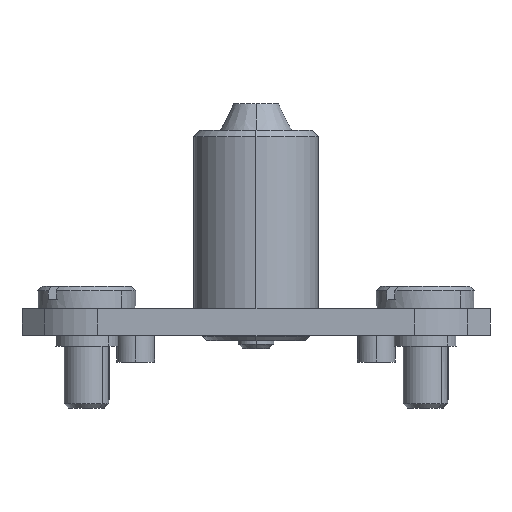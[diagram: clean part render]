
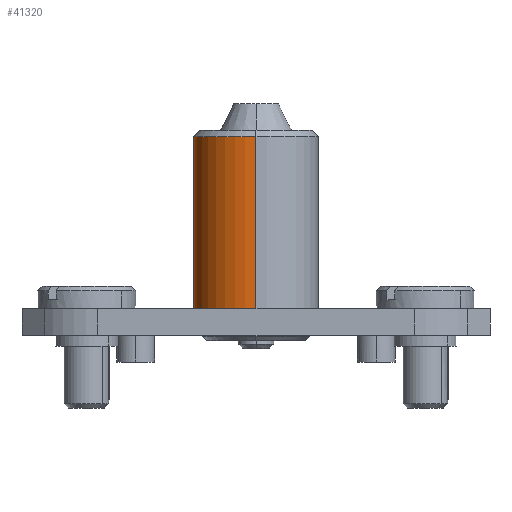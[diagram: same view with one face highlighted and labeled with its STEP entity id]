
A CAD part, left-side view. The second image highlights one B-rep face of the part: STEP entity #41320.
In plain terms, the highlighted cylindrical face has radius 7 mm (diameter 14 mm), a partial arc.
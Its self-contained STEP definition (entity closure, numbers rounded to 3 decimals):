
#28930=CARTESIAN_POINT('',(622.533,212.274,3.));
#28940=DIRECTION('',(0.,0.,1.));
#28950=DIRECTION('',(1.,0.,0.));
#28960=AXIS2_PLACEMENT_3D('',#28930,#28940,#28950);
#28970=CIRCLE('',#28960,7.);
#28980=CARTESIAN_POINT('',(629.533,212.274,3.));
#28990=VERTEX_POINT('',#28980);
#29000=CARTESIAN_POINT('',(615.533,212.274,3.));
#29010=VERTEX_POINT('',#29000);
#29040=EDGE_CURVE('',#29010,#28990,#28970,.T.);
#41010=CARTESIAN_POINT('',(622.533,212.274,3.));
#41020=DIRECTION('',(0.,0.,1.));
#41030=DIRECTION('',(1.,0.,0.));
#41040=AXIS2_PLACEMENT_3D('',#41010,#41020,#41030);
#41050=CYLINDRICAL_SURFACE('',#41040,7.);
#41060=CARTESIAN_POINT('',(615.533,212.274,3.));
#41070=DIRECTION('',(0.,0.,1.));
#41080=VECTOR('',#41070,1.);
#41090=LINE('',#41060,#41080);
#41100=CARTESIAN_POINT('',(615.533,212.274,22.3));
#41110=VERTEX_POINT('',#41100);
#41120=EDGE_CURVE('',#29010,#41110,#41090,.T.);
#41130=ORIENTED_EDGE('',*,*,#41120,.F.);
#41140=CARTESIAN_POINT('',(622.533,212.274,22.3));
#41150=DIRECTION('',(0.,0.,1.));
#41160=DIRECTION('',(-1.,0.,0.));
#41170=AXIS2_PLACEMENT_3D('',#41140,#41150,#41160);
#41180=CIRCLE('',#41170,7.);
#41190=CARTESIAN_POINT('',(629.533,212.274,22.3));
#41200=VERTEX_POINT('',#41190);
#41210=EDGE_CURVE('',#41110,#41200,#41180,.T.);
#41220=ORIENTED_EDGE('',*,*,#41210,.F.);
#41230=CARTESIAN_POINT('',(629.533,212.274,3.));
#41240=DIRECTION('',(0.,0.,1.));
#41250=VECTOR('',#41240,1.);
#41260=LINE('',#41230,#41250);
#41270=EDGE_CURVE('',#28990,#41200,#41260,.T.);
#41280=ORIENTED_EDGE('',*,*,#41270,.T.);
#41290=ORIENTED_EDGE('',*,*,#29040,.T.);
#41300=EDGE_LOOP('',(#41290,#41280,#41220,#41130));
#41310=FACE_OUTER_BOUND('',#41300,.T.);
#41320=ADVANCED_FACE('',(#41310),#41050,.T.);
